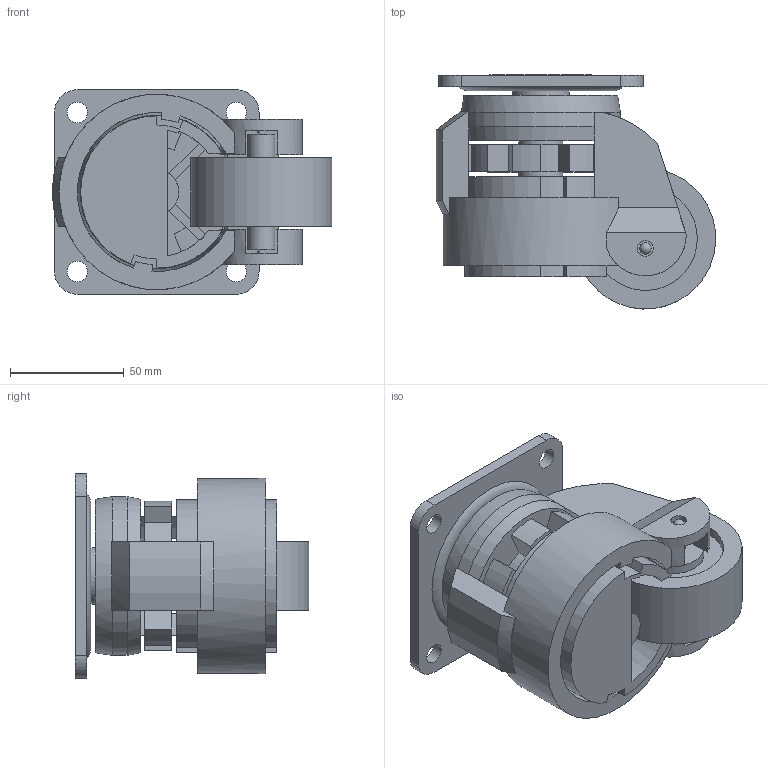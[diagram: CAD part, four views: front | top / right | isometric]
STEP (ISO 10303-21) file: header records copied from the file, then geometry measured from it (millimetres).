
FILE_DESCRIPTION( ( 'STEP AP214' ), '1' );
FILE_NAME( 'LE-FML-80F-PA.stp', '2021-07-01T11:20:13', ( '' ), ( '' ), ' ', 'PARTsolutions', ' ' );
FILE_SCHEMA( ( 'AUTOMOTIVE_DESIGN { 1 0 10303 214 1 1 1 1 }' ) );
Length unit declared in the file: millimetre
Products named in the file (1): _LE-FML-80F-PA
Bounding box: 122.95 x 102.96 x 90 mm (x, y, z)
Volume: 418018.4 mm3; surface area: 104801.9 mm2
Topology: 1 solids, 1 shells, 176 faces, 514 edges, 338 vertices
Faces by surface type: plane 101, cylinder 66, cone 5, torus 2, sphere 2
Full cylindrical faces by diameter (mm): 3 x2, 7 x2, 9 x4, 12 x2, 19.4 x2, 25 x1, 28.4 x2, 45.7 x2, 62 x1, 66 x1
Entity records: 7230 total; most frequent: CARTESIAN_POINT 1114, DIRECTION 1000, ORIENTED_EDGE 952, EDGE_CURVE 476, AXIS2_PLACEMENT_3D 360, VERTEX_POINT 328, LINE 280, VECTOR 280
